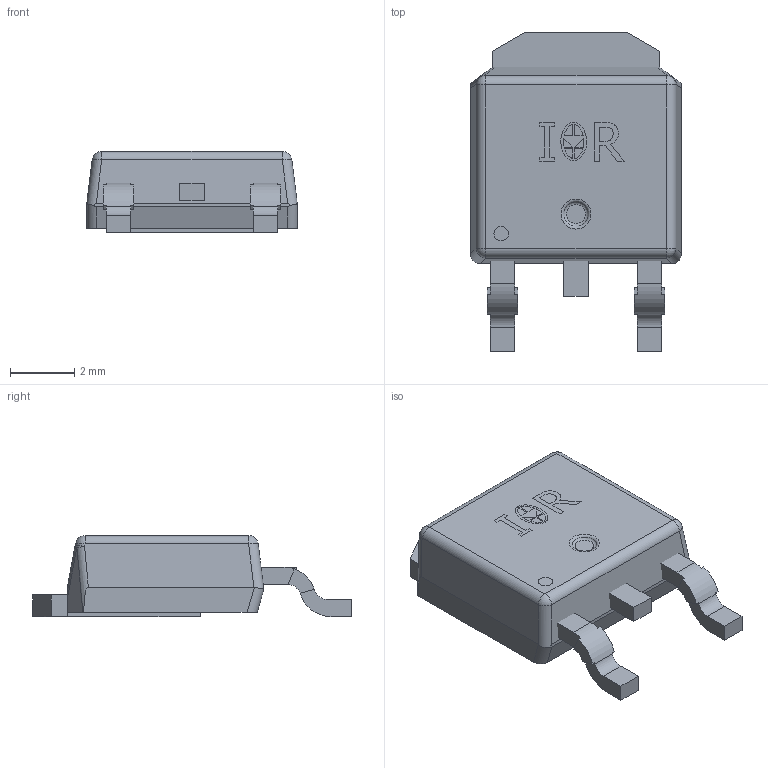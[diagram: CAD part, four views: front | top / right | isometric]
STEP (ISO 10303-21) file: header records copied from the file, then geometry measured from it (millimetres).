
FILE_DESCRIPTION(/* description */ (''),/* implementation_level */ '2;1');
FILE_NAME(/* name */ '1.stp',/* time_stamp */ '2019-08-31T11:34:36+02:00',/* author */ ('k'),/* organization */ (''),/* preprocessor_version */ 'ST-DEVELOPER v15.6',/* originating_system */ 'Autodesk Inventor 2015',/* authorisation */ '');
FILE_SCHEMA (('AUTOMOTIVE_DESIGN { 1 0 10303 214 3 1 1 }'));
Length unit declared in the file: millimetre
Products named in the file (4): 1; 2; IRF logo
Bounding box: 6.54 x 9.9 x 2.52 mm (x, y, z)
Volume: 109.2 mm3; surface area: 221.8 mm2
Topology: 9 solids, 9 shells, 154 faces, 391 edges, 263 vertices
Faces by surface type: plane 109, cylinder 23, bspline 14, sphere 6, torus 2
Full cylindrical faces by diameter (mm): 0.452 x1
Entity records: 4780 total; most frequent: CARTESIAN_POINT 975, ORIENTED_EDGE 762, DIRECTION 746, EDGE_CURVE 381, LINE 290, VECTOR 290, VERTEX_POINT 249, AXIS2_PLACEMENT_3D 228
